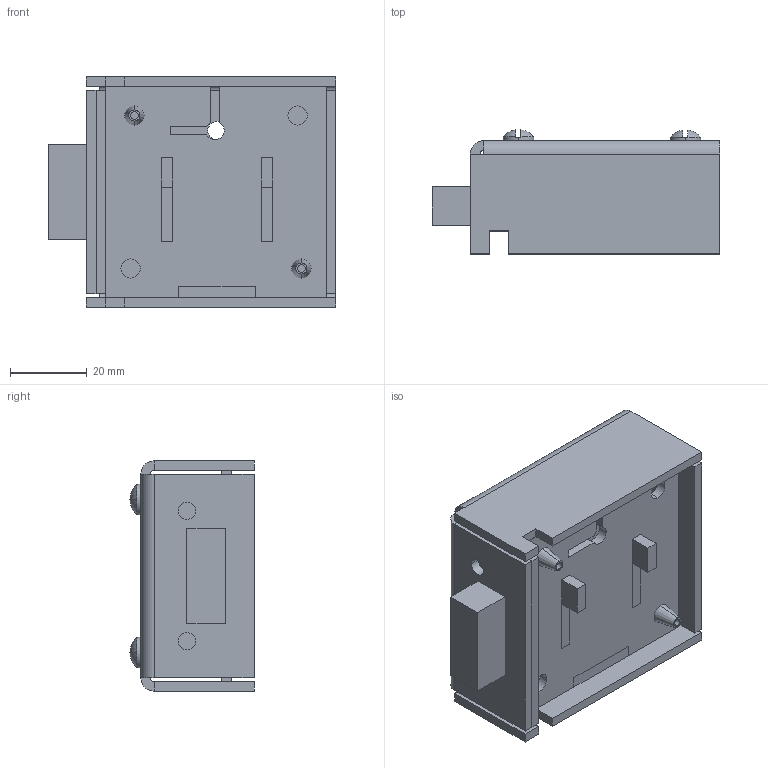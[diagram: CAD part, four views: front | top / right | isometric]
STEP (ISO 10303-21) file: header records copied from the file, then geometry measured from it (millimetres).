
FILE_DESCRIPTION (( 'STEP AP214' ), '1' );
FILE_NAME ('03113 Gun Safe Lock and 1 Key.STEP', '2025-01-15T02:36:32', ( '' ), ( '' ), 'SwSTEP 2.0', 'SolidWorks 2024', '' );
FILE_SCHEMA (( 'AUTOMOTIVE_DESIGN' ));
Length unit declared in the file: millimetre
Products named in the file (5): 3113 - Inner Plate_Locked; 3113 - Bottom Plate; 03113 Gun Safe Lock and 1 Key; 3113 - Screw; 3113 - Top Plate
Assembly tree (5 placements, depth 2):
  03113 Gun Safe Lock and 1 Key
    3113 - Top Plate
    3113 - Inner Plate_Locked
    3113 - Bottom Plate
    3113 - Screw  x2
Bounding box: 75 x 32.35 x 60 mm (x, y, z)
Volume: 47670.3 mm3; surface area: 39939.3 mm2
Topology: 5 solids, 5 shells, 408 faces, 1060 edges, 694 vertices
Faces by surface type: plane 244, bspline 106, cylinder 46, sphere 8, cone 4
Entity records: 17956 total; most frequent: CARTESIAN_POINT 8808, ORIENTED_EDGE 2040, DIRECTION 1486, EDGE_CURVE 1020, LINE 714, VECTOR 714, VERTEX_POINT 668, EDGE_LOOP 442
